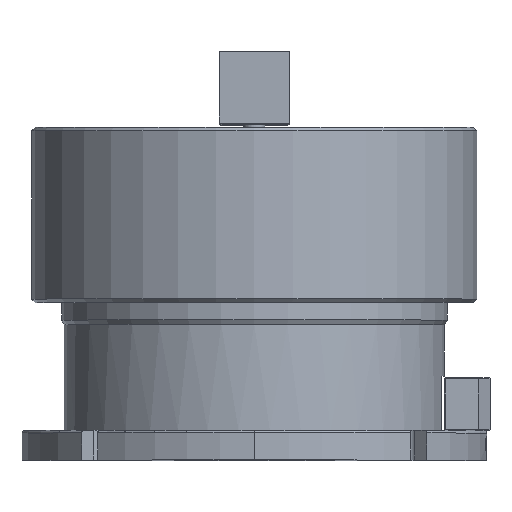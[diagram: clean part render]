
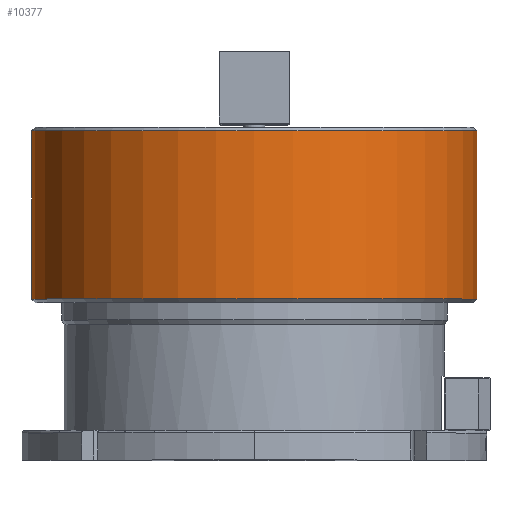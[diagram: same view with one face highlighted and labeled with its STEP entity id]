
A CAD part, top view. The second image highlights one B-rep face of the part: STEP entity #10377.
In plain terms, the highlighted cylindrical face has radius 127 mm (diameter 254 mm), a partial arc.
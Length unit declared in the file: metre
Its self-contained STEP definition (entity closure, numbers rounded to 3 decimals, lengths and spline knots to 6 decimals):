
#1740 = CARTESIAN_POINT ( 'NONE',  ( 0., 0., 0. ) ) ;
#2137 = CIRCLE ( 'NONE', #31447, 0.127 ) ;
#2517 = DIRECTION ( 'NONE',  ( 1., 0., 0. ) ) ;
#2662 = CARTESIAN_POINT ( 'NONE',  ( -0.002, 0., 0.127 ) ) ;
#3501 = VERTEX_POINT ( 'NONE', #2662 ) ;
#4012 = VECTOR ( 'NONE', #27346, 1. ) ;
#4418 = ORIENTED_EDGE ( 'NONE', *, *, #17158, .T. ) ;
#4820 = LINE ( 'NONE', #14172, #4012 ) ;
#5040 = CIRCLE ( 'NONE', #11537, 0.127 ) ;
#5257 = ORIENTED_EDGE ( 'NONE', *, *, #7810, .T. ) ;
#5363 = ORIENTED_EDGE ( 'NONE', *, *, #13625, .F. ) ;
#5381 = AXIS2_PLACEMENT_3D ( 'NONE', #1740, #17343, #14732 ) ;
#7810 = EDGE_CURVE ( 'NONE', #17178, #3501, #5040, .T. ) ;
#8196 = CARTESIAN_POINT ( 'NONE',  ( -0.002, 0., 0. ) ) ;
#8360 = EDGE_LOOP ( 'NONE', ( #5363, #4418, #14718, #5257 ) ) ;
#10377 = ADVANCED_FACE ( 'NONE', ( #31882 ), #16297, .T. ) ;
#10676 = CARTESIAN_POINT ( 'NONE',  ( -0.098, 0., -0.127 ) ) ;
#10809 = DIRECTION ( 'NONE',  ( 0., 0., -1. ) ) ;
#11537 = AXIS2_PLACEMENT_3D ( 'NONE', #8196, #26509, #10809 ) ;
#13625 = EDGE_CURVE ( 'NONE', #26549, #3501, #4820, .T. ) ;
#14172 = CARTESIAN_POINT ( 'NONE',  ( 0., 0., 0.127 ) ) ;
#14352 = EDGE_CURVE ( 'NONE', #31794, #17178, #25215, .T. ) ;
#14718 = ORIENTED_EDGE ( 'NONE', *, *, #14352, .T. ) ;
#14732 = DIRECTION ( 'NONE',  ( 0., 0., -1. ) ) ;
#14859 = CARTESIAN_POINT ( 'NONE',  ( -0.098, 0., 0.127 ) ) ;
#16297 = CYLINDRICAL_SURFACE ( 'NONE', #5381, 0.127 ) ;
#16380 = DIRECTION ( 'NONE',  ( 1., 0., 0. ) ) ;
#17158 = EDGE_CURVE ( 'NONE', #26549, #31794, #2137, .T. ) ;
#17178 = VERTEX_POINT ( 'NONE', #33871 ) ;
#17343 = DIRECTION ( 'NONE',  ( 1., 0., 0. ) ) ;
#18144 = CARTESIAN_POINT ( 'NONE',  ( -0.098, 0., 0. ) ) ;
#20767 = DIRECTION ( 'NONE',  ( 0., 0., 1. ) ) ;
#23558 = VECTOR ( 'NONE', #16380, 1. ) ;
#24280 = CARTESIAN_POINT ( 'NONE',  ( 0., 0., -0.127 ) ) ;
#25215 = LINE ( 'NONE', #24280, #23558 ) ;
#26509 = DIRECTION ( 'NONE',  ( -1., 0., 0. ) ) ;
#26549 = VERTEX_POINT ( 'NONE', #14859 ) ;
#27346 = DIRECTION ( 'NONE',  ( 1., 0., 0. ) ) ;
#31447 = AXIS2_PLACEMENT_3D ( 'NONE', #18144, #2517, #20767 ) ;
#31794 = VERTEX_POINT ( 'NONE', #10676 ) ;
#31882 = FACE_OUTER_BOUND ( 'NONE', #8360, .T. ) ;
#33871 = CARTESIAN_POINT ( 'NONE',  ( -0.002, 0., -0.127 ) ) ;
